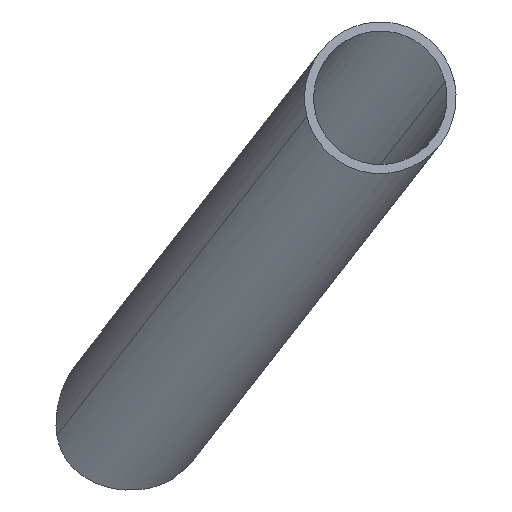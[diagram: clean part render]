
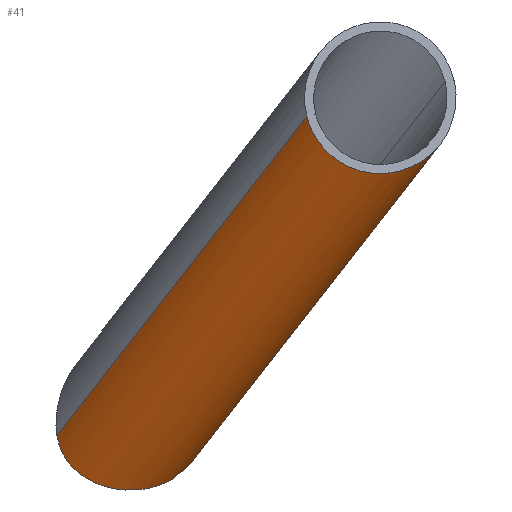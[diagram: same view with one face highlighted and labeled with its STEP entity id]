
A CAD part, left-side view. The second image highlights one B-rep face of the part: STEP entity #41.
In plain terms, the highlighted cylindrical face has radius 12.5 mm (diameter 25 mm), a partial arc.
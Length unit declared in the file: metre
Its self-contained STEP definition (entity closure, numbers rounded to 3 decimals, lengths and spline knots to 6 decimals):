
#41=ADVANCED_FACE('',(#82),#83,.T.);
#82=FACE_OUTER_BOUND('',#121,.T.);
#83=CYLINDRICAL_SURFACE('',#122,0.0125);
#121=EDGE_LOOP('',(#170,#171,#172,#173,#174,#175,#176,#177));
#122=AXIS2_PLACEMENT_3D('',#178,#179,#180);
#170=ORIENTED_EDGE('',*,*,#263,.F.);
#171=ORIENTED_EDGE('',*,*,#264,.F.);
#172=ORIENTED_EDGE('',*,*,#265,.T.);
#173=ORIENTED_EDGE('',*,*,#266,.F.);
#174=ORIENTED_EDGE('',*,*,#267,.F.);
#175=ORIENTED_EDGE('',*,*,#257,.T.);
#176=ORIENTED_EDGE('',*,*,#268,.T.);
#177=ORIENTED_EDGE('',*,*,#253,.T.);
#178=CARTESIAN_POINT('',(-1.671294,0.270317,-0.052135));
#179=DIRECTION('',(-0.963,-0.166,0.212));
#180=DIRECTION('',(0.212,-0.953,0.218));
#253=EDGE_CURVE('',#291,#299,#301,.T.);
#257=EDGE_CURVE('0:81',#304,#306,#308,.T.);
#263=EDGE_CURVE('',#316,#299,#317,.T.);
#264=EDGE_CURVE('0:69',#318,#316,#319,.T.);
#265=EDGE_CURVE('0:66',#318,#320,#321,.T.);
#266=EDGE_CURVE('',#322,#320,#323,.T.);
#267=EDGE_CURVE('0:78',#304,#322,#324,.F.);
#268=EDGE_CURVE('0:84',#306,#291,#325,.T.);
#291=VERTEX_POINT('',#355);
#299=VERTEX_POINT('',#390);
#301=B_SPLINE_CURVE_WITH_KNOTS('',3,(#406,#407,#408,#409,#410,#411,#412,#413,#414,#415,#416,#417,#418,#419,#420),.UNSPECIFIED.,.F.,.F.,(4,2,1,2,2,2,2,4),(0.0,7.379332,11.068998,14.758664,20.336227,25.913791,31.491355,37.068919),.UNSPECIFIED.);
#304=VERTEX_POINT('',#423);
#306=VERTEX_POINT('',#426);
#308=CIRCLE('',#428,0.010933);
#316=VERTEX_POINT('',#531);
#317=LINE('',#532,#533);
#318=VERTEX_POINT('',#534);
#319=ELLIPSE('',#535,0.01263,0.0125);
#320=VERTEX_POINT('',#536);
#321=ELLIPSE('',#537,0.01263,0.0125);
#322=VERTEX_POINT('',#538);
#323=LINE('',#539,#540);
#324=B_SPLINE_CURVE_WITH_KNOTS('',5,(#541,#542,#543,#544,#545,#546,#547,#548,#549,#550,#551,#552,#553,#554,#555,#556,#557,#558,#559,#560,#561,#562,#563,#564,#565,#566,#567,#568,#569,#570,#571,#572,#573,#574,#575,#576,#577,#578,#579,#580,#581,#582,#583,#584,#585,#586,#587,#588,#589,#590,#591),.UNSPECIFIED.,.F.,.F.,(6,3,5,5,3,3,3,3,3,3,3,3,3,5,6),(-84.03696,-72.876456,-65.359082,-65.123794,-59.314739,-53.183822,-47.265504,-41.98381,-33.289318,-30.075856,-26.678692,-20.268523,-10.044168,-4.854617,-0.0),.UNSPECIFIED.);
#325=B_SPLINE_CURVE_WITH_KNOTS('',3,(#592,#593,#594,#595,#596,#597,#598,#599,#600,#601,#602,#603,#604,#605,#606),.UNSPECIFIED.,.F.,.F.,(4,2,1,2,2,2,2,4),(0.0,7.379332,11.068998,14.758664,20.336227,25.913791,31.491355,37.068919),.UNSPECIFIED.);
#355=CARTESIAN_POINT('',(-1.63,0.265293,-0.06452));
#390=CARTESIAN_POINT('',(-1.62861,0.265296,-0.058213));
#406=CARTESIAN_POINT('',(-1.627729,0.271297,-0.072455));
#407=CARTESIAN_POINT('',(-1.628299,0.269968,-0.071541));
#408=CARTESIAN_POINT('',(-1.628861,0.26875,-0.070421));
#409=CARTESIAN_POINT('',(-1.629499,0.267187,-0.068429));
#410=CARTESIAN_POINT('',(-1.629855,0.266237,-0.066996));
#411=CARTESIAN_POINT('',(-1.63,0.265547,-0.065367));
#412=CARTESIAN_POINT('',(-1.63,0.264908,-0.06324));
#413=CARTESIAN_POINT('',(-1.629827,0.264739,-0.061883));
#414=CARTESIAN_POINT('',(-1.629123,0.26492,-0.059291));
#415=CARTESIAN_POINT('',(-1.628596,0.265267,-0.058065));
#416=CARTESIAN_POINT('',(-1.627357,0.266329,-0.055927));
#417=CARTESIAN_POINT('',(-1.626648,0.267036,-0.05501));
#418=CARTESIAN_POINT('',(-1.625195,0.268661,-0.053466));
#419=CARTESIAN_POINT('',(-1.624447,0.269578,-0.052836));
#420=CARTESIAN_POINT('',(-1.623732,0.27057,-0.052324));
#423=CARTESIAN_POINT('',(-1.627942,0.27182,-0.072748));
#426=CARTESIAN_POINT('',(-1.627729,0.271297,-0.072455));
#428=AXIS2_PLACEMENT_3D('',#795,#796,#797);
#531=CARTESIAN_POINT('',(-1.863679,0.224864,-0.006498));
#532=CARTESIAN_POINT('',(-1.668646,0.25841,-0.049405));
#533=VECTOR('',#799,1.0);
#534=CARTESIAN_POINT('',(-1.865942,0.234003,-0.021676));
#535=AXIS2_PLACEMENT_3D('',#800,#801,#802);
#536=CARTESIAN_POINT('',(-1.866321,0.249136,-0.012542));
#537=AXIS2_PLACEMENT_3D('',#803,#804,#805);
#538=CARTESIAN_POINT('',(-1.626555,0.290375,-0.065291));
#539=CARTESIAN_POINT('',(-1.673943,0.282225,-0.054865));
#540=VECTOR('',#806,1.0);
#541=CARTESIAN_POINT('',(-1.623732,0.27057,-0.052324));
#542=CARTESIAN_POINT('',(-1.624675,0.271402,-0.05135));
#543=CARTESIAN_POINT('',(-1.625669,0.272315,-0.050503));
#544=CARTESIAN_POINT('',(-1.626667,0.273319,-0.04978));
#545=CARTESIAN_POINT('',(-1.628305,0.275184,-0.048826));
#546=CARTESIAN_POINT('',(-1.629732,0.277321,-0.048428));
#547=CARTESIAN_POINT('',(-1.630256,0.278223,-0.048372));
#548=CARTESIAN_POINT('',(-1.630706,0.279149,-0.048438));
#549=CARTESIAN_POINT('',(-1.631066,0.280071,-0.048623));
#550=CARTESIAN_POINT('',(-1.631077,0.2801,-0.048629));
#551=CARTESIAN_POINT('',(-1.631088,0.280129,-0.048634));
#552=CARTESIAN_POINT('',(-1.6311,0.280158,-0.04864));
#553=CARTESIAN_POINT('',(-1.631111,0.280187,-0.048647));
#554=CARTESIAN_POINT('',(-1.631122,0.280216,-0.048653));
#555=CARTESIAN_POINT('',(-1.631392,0.28093,-0.048807));
#556=CARTESIAN_POINT('',(-1.631613,0.281653,-0.049035));
#557=CARTESIAN_POINT('',(-1.631775,0.282373,-0.04934));
#558=CARTESIAN_POINT('',(-1.631979,0.283816,-0.050116));
#559=CARTESIAN_POINT('',(-1.631926,0.285133,-0.05115));
#560=CARTESIAN_POINT('',(-1.631835,0.285765,-0.051737));
#561=CARTESIAN_POINT('',(-1.631552,0.286906,-0.05297));
#562=CARTESIAN_POINT('',(-1.631096,0.287855,-0.054325));
#563=CARTESIAN_POINT('',(-1.630839,0.288275,-0.055011));
#564=CARTESIAN_POINT('',(-1.630304,0.288984,-0.056339));
#565=CARTESIAN_POINT('',(-1.629696,0.289538,-0.057715));
#566=CARTESIAN_POINT('',(-1.629399,0.289765,-0.058372));
#567=CARTESIAN_POINT('',(-1.628591,0.290277,-0.060132));
#568=CARTESIAN_POINT('',(-1.627767,0.290546,-0.061948));
#569=CARTESIAN_POINT('',(-1.62727,0.290615,-0.063096));
#570=CARTESIAN_POINT('',(-1.626657,0.290543,-0.064723));
#571=CARTESIAN_POINT('',(-1.626285,0.290156,-0.066363));
#572=CARTESIAN_POINT('',(-1.626206,0.290027,-0.066805));
#573=CARTESIAN_POINT('',(-1.626095,0.289705,-0.067703));
#574=CARTESIAN_POINT('',(-1.626094,0.289272,-0.068561));
#575=CARTESIAN_POINT('',(-1.626123,0.289021,-0.068986));
#576=CARTESIAN_POINT('',(-1.626283,0.288223,-0.070153));
#577=CARTESIAN_POINT('',(-1.626614,0.287245,-0.071138));
#578=CARTESIAN_POINT('',(-1.626869,0.286552,-0.071697));
#579=CARTESIAN_POINT('',(-1.627552,0.284644,-0.072962));
#580=CARTESIAN_POINT('',(-1.628197,0.282499,-0.073767));
#581=CARTESIAN_POINT('',(-1.628515,0.281119,-0.074104));
#582=CARTESIAN_POINT('',(-1.628833,0.278985,-0.07436));
#583=CARTESIAN_POINT('',(-1.628866,0.276872,-0.074241));
#584=CARTESIAN_POINT('',(-1.628842,0.276169,-0.074158));
#585=CARTESIAN_POINT('',(-1.628783,0.27548,-0.074034));
#586=CARTESIAN_POINT('',(-1.628691,0.274811,-0.073871));
#587=CARTESIAN_POINT('',(-1.628604,0.274185,-0.073718));
#588=CARTESIAN_POINT('',(-1.628485,0.273568,-0.073529));
#589=CARTESIAN_POINT('',(-1.628335,0.272964,-0.073303));
#590=CARTESIAN_POINT('',(-1.628154,0.27238,-0.073043));
#591=CARTESIAN_POINT('',(-1.627942,0.27182,-0.072748));
#592=CARTESIAN_POINT('',(-1.627729,0.271297,-0.072455));
#593=CARTESIAN_POINT('',(-1.628299,0.269968,-0.071541));
#594=CARTESIAN_POINT('',(-1.628861,0.26875,-0.070421));
#595=CARTESIAN_POINT('',(-1.629499,0.267187,-0.068429));
#596=CARTESIAN_POINT('',(-1.629855,0.266237,-0.066996));
#597=CARTESIAN_POINT('',(-1.63,0.265547,-0.065367));
#598=CARTESIAN_POINT('',(-1.63,0.264908,-0.06324));
#599=CARTESIAN_POINT('',(-1.629827,0.264739,-0.061883));
#600=CARTESIAN_POINT('',(-1.629123,0.26492,-0.059291));
#601=CARTESIAN_POINT('',(-1.628596,0.265267,-0.058065));
#602=CARTESIAN_POINT('',(-1.627357,0.266329,-0.055927));
#603=CARTESIAN_POINT('',(-1.626648,0.267036,-0.05501));
#604=CARTESIAN_POINT('',(-1.625195,0.268661,-0.053466));
#605=CARTESIAN_POINT('',(-1.624447,0.269578,-0.052836));
#606=CARTESIAN_POINT('',(-1.623732,0.27057,-0.052324));
#795=CARTESIAN_POINT('',(-1.621811,0.277747,-0.065906));
#796=DIRECTION('',(-0.765,0.049,0.643));
#797=DIRECTION('',(-0.561,-0.542,-0.626));
#799=DIRECTION('',(0.963,0.166,-0.212));
#800=CARTESIAN_POINT('',(-1.865,0.237,-0.00952));
#801=DIRECTION('',(-0.992,-0.084,0.097));
#802=DIRECTION('',(0.128,-0.578,0.806));
#803=CARTESIAN_POINT('',(-1.865,0.237,-0.00952));
#804=DIRECTION('',(0.992,0.084,-0.097));
#805=DIRECTION('',(0.128,-0.578,0.806));
#806=DIRECTION('',(-0.963,-0.166,0.212));
